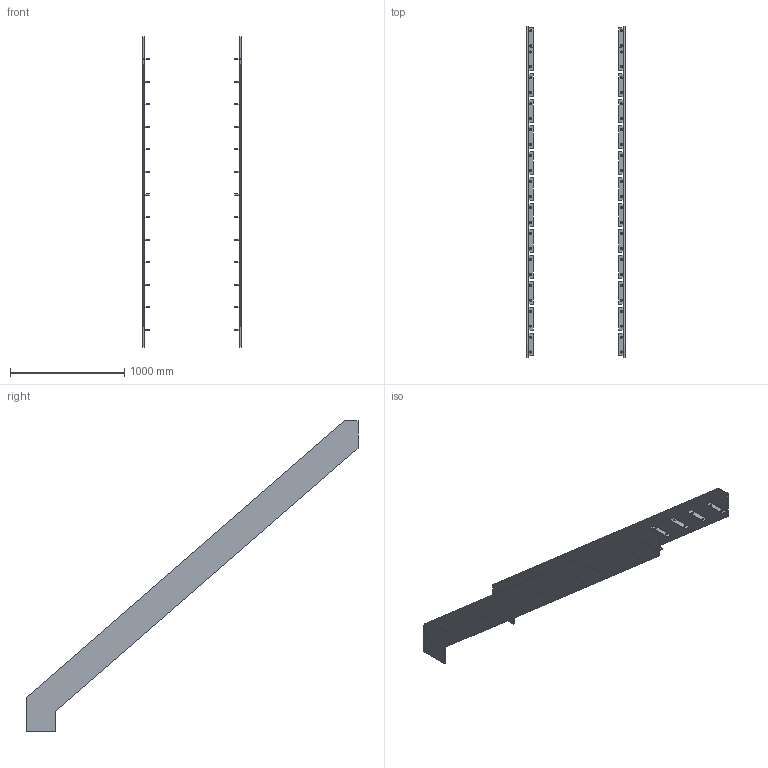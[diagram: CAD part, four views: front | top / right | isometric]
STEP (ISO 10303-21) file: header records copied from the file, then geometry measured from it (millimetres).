
FILE_DESCRIPTION(('Creo Elements/Direct Modeling STEP Export'),'2;1');
FILE_NAME('NIL.stp','2021-11-17T11:40:38',(''),(''),'Creo Elements/Direct Modeling STEP processor for AP214 (Solid Model)','Creo Elements/Direct Modeling 20.3BP0810 10-Aug-2020 (C) Parametric Technology GmbH','');
FILE_SCHEMA(('AUTOMOTIVE_DESIGN { 1 0 10303 214 1 1 1 1 }'));
Length unit declared in the file: millimetre
Products named in the file (6): Wange_1; Wange_2; WANGEN; Lasche_01; df.10.9; TREPPE
Assembly tree (29 placements, depth 3):
  TREPPE
    df.10.9  x24
    Lasche_01  x2
    WANGEN
      Wange_2
      Wange_1
Bounding box: 860 x 2910 x 2724.91 mm (x, y, z)
Volume: 22623082.9 mm3; surface area: 4904660.9 mm2
Topology: 28 solids, 28 shells, 602 faces, 1496 edges, 976 vertices
Faces by surface type: plane 252, cylinder 178, cone 172
Entity records: 6712 total; most frequent: DIRECTION 1130, CARTESIAN_POINT 1084, ORIENTED_EDGE 1076, EDGE_CURVE 538, AXIS2_PLACEMENT_3D 398, VERTEX_POINT 352, VECTOR 334, LINE 334
